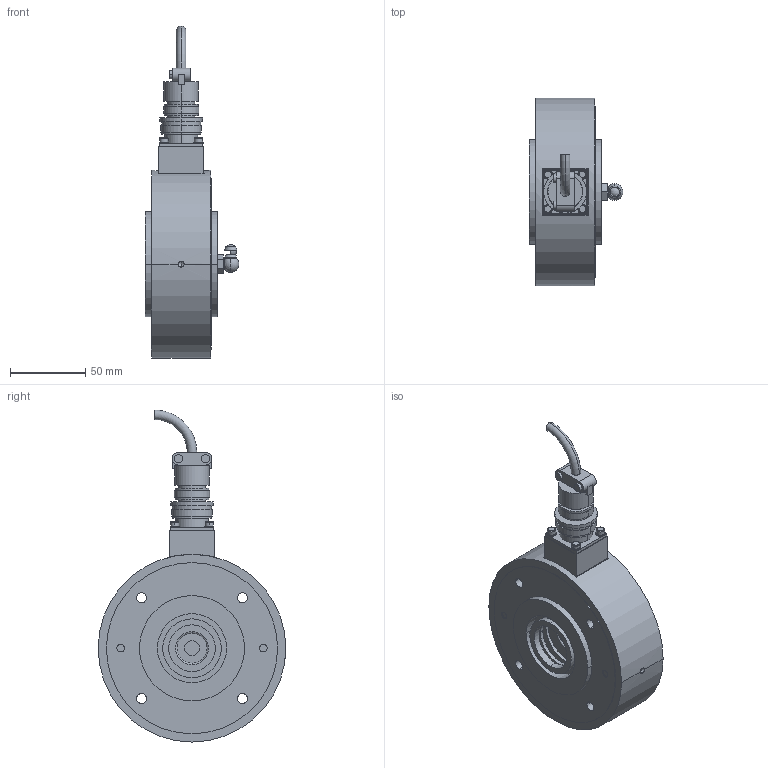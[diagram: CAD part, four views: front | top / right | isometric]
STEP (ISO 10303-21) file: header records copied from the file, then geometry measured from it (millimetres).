
FILE_DESCRIPTION((''),'2;1');
FILE_NAME('50062.stp','2007-09-21T15:36:45',(''),(''),'Mechanical Desktop 2007','Mechanical Desktop 2007',', , ');
FILE_SCHEMA(('CONFIG_CONTROL_DESIGN'));
Length unit declared in the file: millimetre
Products named in the file (29): ZEICHNUNG7; L50062; L4832404; L47955; TEIL1AAA; L49026; TEIL1A; I-6KT_SCHRAUBE_M6X35NKA; I-6KT_SCHRAUBE_M6X35NK; I-6KT_SCHRAUBE_M3X25A; I-6KT_SCHRAUBE_M3X25; FEDERRING_M3A; FEDERRING_M3; SICHERUNGSRING_J52A; SICHERUNGSRING_J52; V_RING_V31A; V_RING_V32A; L4340303; TEIL1AA; FLANSCHDOSE_14S-2P_4-POLIG; FLANSCHDOSE_14S-2P_4-POLIGA; L48966; TEIL1; SCHMIERNIPPEL_M10_A3; SCHMIERNIPPEL_M10_A3A; PENDELKUGELLAGER_1304TVA; PENDELKUGELLAGER_1304TV; RM_SDB; RM_SDBA
Assembly tree (40 placements, depth 4):
  ZEICHNUNG7
    L50062
      L4832404
      L47955
        TEIL1AAA
      L49026
        TEIL1A
      I-6KT_SCHRAUBE_M6X35NKA  x2
        I-6KT_SCHRAUBE_M6X35NK
      I-6KT_SCHRAUBE_M3X25A  x4
        I-6KT_SCHRAUBE_M3X25
      FEDERRING_M3A  x4
        FEDERRING_M3
      SICHERUNGSRING_J52A
        SICHERUNGSRING_J52
      V_RING_V31A
        V_RING_V32A
      L4340303  x2
        TEIL1AA
      FLANSCHDOSE_14S-2P_4-POLIG
        FLANSCHDOSE_14S-2P_4-POLIGA
      L48966
        TEIL1
      SCHMIERNIPPEL_M10_A3
        SCHMIERNIPPEL_M10_A3A
      PENDELKUGELLAGER_1304TVA
        PENDELKUGELLAGER_1304TV
      RM_SDB  x3
    RM_SDBA  x3
Bounding box: 62.56 x 125 x 221.15 mm (x, y, z)
Volume: 485632.5 mm3; surface area: 145715.8 mm2
Topology: 21 solids, 21 shells, 432 faces, 1040 edges, 679 vertices
Faces by surface type: cylinder 250, plane 120, cone 32, torus 22, bspline 4, sphere 4
Entity records: 11599 total; most frequent: CARTESIAN_POINT 2133, DIRECTION 2097, ORIENTED_EDGE 1608, AXIS2_PLACEMENT_3D 895, EDGE_CURVE 804, VERTEX_POINT 535, CIRCLE 493, EDGE_LOOP 463
